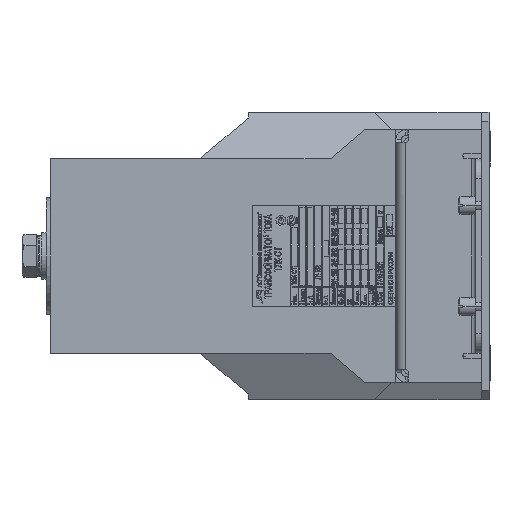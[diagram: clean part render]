
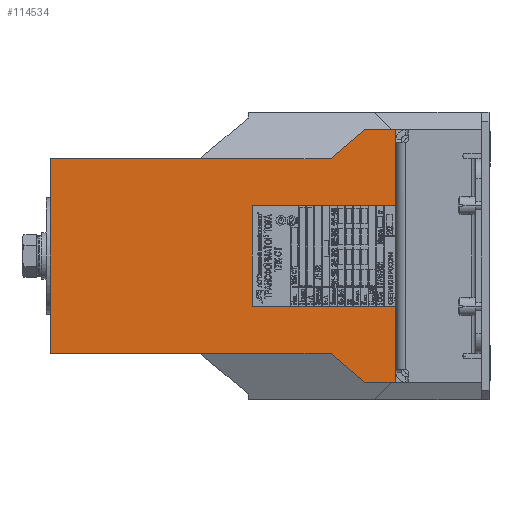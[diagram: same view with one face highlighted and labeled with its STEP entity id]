
A CAD part, left-side view. The second image highlights one B-rep face of the part: STEP entity #114534.
In plain terms, the highlighted planar face has unit normal (-1, 0, 0).
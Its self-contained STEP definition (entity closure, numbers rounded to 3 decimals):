
#8 = EDGE_CURVE ( 'NONE', #184069, #31636, #84458, .T. ) ;
#304 = CARTESIAN_POINT ( 'NONE',  ( -165., 44., 65. ) ) ;
#2603 = CARTESIAN_POINT ( 'NONE',  ( -165., 60., -65. ) ) ;
#2852 = CARTESIAN_POINT ( 'NONE',  ( -165., 60., 65. ) ) ;
#6433 = CARTESIAN_POINT ( 'NONE',  ( -165., 44., -65. ) ) ;
#12500 = EDGE_CURVE ( 'NONE', #30273, #131715, #149266, .T. ) ;
#15708 = CARTESIAN_POINT ( 'NONE',  ( -165., 60., -65. ) ) ;
#17706 = CARTESIAN_POINT ( 'NONE',  ( -165., 222., 50. ) ) ;
#17895 = CARTESIAN_POINT ( 'NONE',  ( -165., 77.876, 50. ) ) ;
#17953 = CARTESIAN_POINT ( 'NONE',  ( -165., 60., 65. ) ) ;
#20330 = PLANE ( 'NONE',  #72910 ) ;
#23006 = DIRECTION ( 'NONE',  ( 0., 1., 0. ) ) ;
#23268 = VERTEX_POINT ( 'NONE', #119960 ) ;
#24026 = LINE ( 'NONE', #15708, #100533 ) ;
#27931 = DIRECTION ( 'NONE',  ( 0., -1., 0. ) ) ;
#28180 = ORIENTED_EDGE ( 'NONE', *, *, #170574, .F. ) ;
#29425 = LINE ( 'NONE', #94391, #105902 ) ;
#30273 = VERTEX_POINT ( 'NONE', #190856 ) ;
#31636 = VERTEX_POINT ( 'NONE', #40562 ) ;
#36066 = CARTESIAN_POINT ( 'NONE',  ( -165., 44., -65. ) ) ;
#37627 = DIRECTION ( 'NONE',  ( 0., 0., -1. ) ) ;
#40562 = CARTESIAN_POINT ( 'NONE',  ( -165., 118., -26. ) ) ;
#41498 = LINE ( 'NONE', #2852, #194498 ) ;
#42758 = LINE ( 'NONE', #113781, #159912 ) ;
#43739 = VECTOR ( 'NONE', #127528, 1000. ) ;
#48003 = VECTOR ( 'NONE', #125402, 1000. ) ;
#50884 = EDGE_CURVE ( 'NONE', #120085, #184069, #60548, .T. ) ;
#50977 = DIRECTION ( 'NONE',  ( 0., 0., -1. ) ) ;
#54318 = CARTESIAN_POINT ( 'NONE',  ( -165., 77.876, -50. ) ) ;
#55141 = VERTEX_POINT ( 'NONE', #304 ) ;
#60084 = VERTEX_POINT ( 'NONE', #54318 ) ;
#60548 = LINE ( 'NONE', #114532, #141768 ) ;
#65762 = CARTESIAN_POINT ( 'NONE',  ( -165., 222., -50. ) ) ;
#69939 = LINE ( 'NONE', #134768, #187031 ) ;
#72910 = AXIS2_PLACEMENT_3D ( 'NONE', #65762, #157290, #50977 ) ;
#76910 = EDGE_CURVE ( 'NONE', #112409, #131715, #93478, .T. ) ;
#84391 = LINE ( 'NONE', #36066, #43739 ) ;
#84458 = LINE ( 'NONE', #133088, #120333 ) ;
#88070 = ORIENTED_EDGE ( 'NONE', *, *, #8, .F. ) ;
#91855 = DIRECTION ( 'NONE',  ( 0., -0.766, -0.643 ) ) ;
#93478 = LINE ( 'NONE', #94770, #48003 ) ;
#94391 = CARTESIAN_POINT ( 'NONE',  ( -165., 222., -50. ) ) ;
#94770 = CARTESIAN_POINT ( 'NONE',  ( -165., 77.876, 50. ) ) ;
#100062 = VERTEX_POINT ( 'NONE', #2603 ) ;
#100533 = VECTOR ( 'NONE', #91855, 1000. ) ;
#101644 = ORIENTED_EDGE ( 'NONE', *, *, #195248, .T. ) ;
#101879 = LINE ( 'NONE', #171812, #137650 ) ;
#105902 = VECTOR ( 'NONE', #185875, 1000. ) ;
#106708 = FACE_OUTER_BOUND ( 'NONE', #180953, .T. ) ;
#107202 = ORIENTED_EDGE ( 'NONE', *, *, #50884, .F. ) ;
#107768 = ORIENTED_EDGE ( 'NONE', *, *, #119662, .F. ) ;
#108207 = EDGE_CURVE ( 'NONE', #23268, #30273, #29425, .T. ) ;
#108693 = CARTESIAN_POINT ( 'NONE',  ( -165., 44., 26. ) ) ;
#109236 = DIRECTION ( 'NONE',  ( 0., -1., 0. ) ) ;
#112409 = VERTEX_POINT ( 'NONE', #17953 ) ;
#112447 = EDGE_CURVE ( 'NONE', #60084, #100062, #24026, .T. ) ;
#113781 = CARTESIAN_POINT ( 'NONE',  ( -165., 44., -65. ) ) ;
#114532 = CARTESIAN_POINT ( 'NONE',  ( -165., 44., 26. ) ) ;
#114534 = ADVANCED_FACE ( 'NONE', ( #106708 ), #20330, .F. ) ;
#119662 = EDGE_CURVE ( 'NONE', #55141, #120085, #84391, .T. ) ;
#119960 = CARTESIAN_POINT ( 'NONE',  ( -165., 222., -50. ) ) ;
#120085 = VERTEX_POINT ( 'NONE', #108693 ) ;
#120333 = VECTOR ( 'NONE', #147141, 1000. ) ;
#120525 = EDGE_CURVE ( 'NONE', #154873, #178937, #42758, .T. ) ;
#125402 = DIRECTION ( 'NONE',  ( 0., 0.766, -0.643 ) ) ;
#125916 = CARTESIAN_POINT ( 'NONE',  ( -165., 118., 26. ) ) ;
#127528 = DIRECTION ( 'NONE',  ( 0., 0., -1. ) ) ;
#131715 = VERTEX_POINT ( 'NONE', #17895 ) ;
#133058 = ORIENTED_EDGE ( 'NONE', *, *, #108207, .F. ) ;
#133088 = CARTESIAN_POINT ( 'NONE',  ( -165., 118., -26. ) ) ;
#134768 = CARTESIAN_POINT ( 'NONE',  ( -165., 44., -26. ) ) ;
#137650 = VECTOR ( 'NONE', #156517, 1000. ) ;
#141768 = VECTOR ( 'NONE', #23006, 1000. ) ;
#144940 = VECTOR ( 'NONE', #193559, 1000. ) ;
#147141 = DIRECTION ( 'NONE',  ( 0., 0., -1. ) ) ;
#149266 = LINE ( 'NONE', #17706, #189909 ) ;
#149788 = LINE ( 'NONE', #178153, #144940 ) ;
#150726 = ORIENTED_EDGE ( 'NONE', *, *, #163890, .T. ) ;
#151110 = ORIENTED_EDGE ( 'NONE', *, *, #12500, .F. ) ;
#153132 = ORIENTED_EDGE ( 'NONE', *, *, #76910, .T. ) ;
#154873 = VERTEX_POINT ( 'NONE', #157870 ) ;
#156517 = DIRECTION ( 'NONE',  ( 0., -1., 0. ) ) ;
#157290 = DIRECTION ( 'NONE',  ( 1., 0., 0. ) ) ;
#157870 = CARTESIAN_POINT ( 'NONE',  ( -165., 44., -26. ) ) ;
#159912 = VECTOR ( 'NONE', #37627, 1000. ) ;
#163890 = EDGE_CURVE ( 'NONE', #23268, #60084, #101879, .T. ) ;
#170189 = ORIENTED_EDGE ( 'NONE', *, *, #112447, .T. ) ;
#170481 = DIRECTION ( 'NONE',  ( 0., 1., 0. ) ) ;
#170574 = EDGE_CURVE ( 'NONE', #31636, #154873, #69939, .T. ) ;
#171812 = CARTESIAN_POINT ( 'NONE',  ( -165., 222., -50. ) ) ;
#172757 = ORIENTED_EDGE ( 'NONE', *, *, #120525, .F. ) ;
#178153 = CARTESIAN_POINT ( 'NONE',  ( -165., 0., -65. ) ) ;
#178937 = VERTEX_POINT ( 'NONE', #6433 ) ;
#180907 = ORIENTED_EDGE ( 'NONE', *, *, #189767, .T. ) ;
#180953 = EDGE_LOOP ( 'NONE', ( #172757, #28180, #88070, #107202, #107768, #180907, #153132, #151110, #133058, #150726, #170189, #101644 ) ) ;
#184069 = VERTEX_POINT ( 'NONE', #125916 ) ;
#185875 = DIRECTION ( 'NONE',  ( 0., 0., 1. ) ) ;
#187031 = VECTOR ( 'NONE', #27931, 1000. ) ;
#189767 = EDGE_CURVE ( 'NONE', #55141, #112409, #41498, .T. ) ;
#189909 = VECTOR ( 'NONE', #109236, 1000. ) ;
#190856 = CARTESIAN_POINT ( 'NONE',  ( -165., 222., 50. ) ) ;
#193559 = DIRECTION ( 'NONE',  ( 0., -1., 0. ) ) ;
#194498 = VECTOR ( 'NONE', #170481, 1000. ) ;
#195248 = EDGE_CURVE ( 'NONE', #100062, #178937, #149788, .T. ) ;
